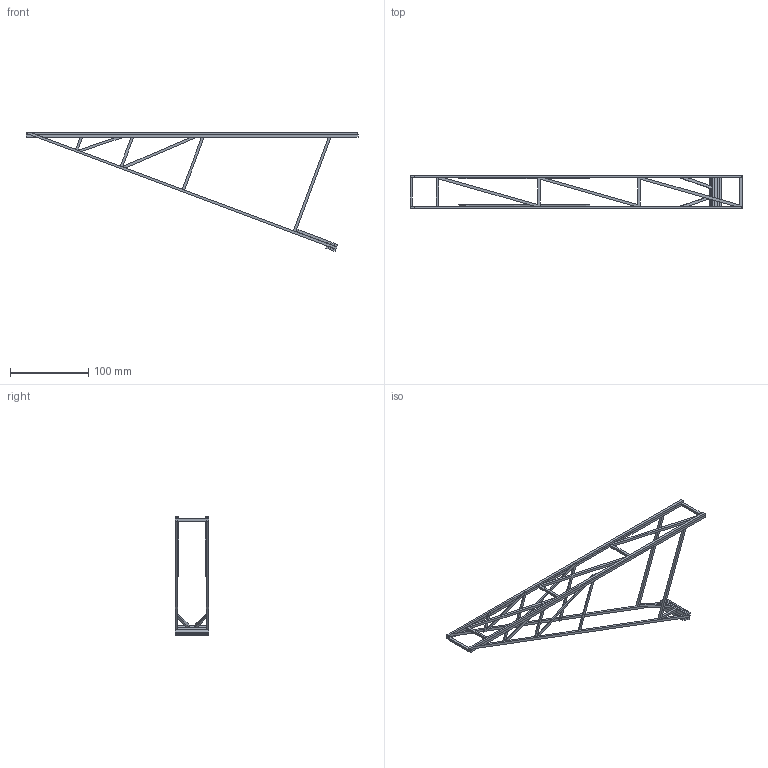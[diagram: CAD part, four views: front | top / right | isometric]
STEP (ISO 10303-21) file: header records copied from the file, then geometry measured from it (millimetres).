
FILE_DESCRIPTION (( 'STEP AP214' ), '1' );
FILE_NAME ('boomAssembly3_2.STEP', '2019-02-01T23:22:41', ( '' ), ( '' ), 'SwSTEP 2.0', 'SolidWorks 2018', '' );
FILE_SCHEMA (( 'AUTOMOTIVE_DESIGN' ));
Length unit declared in the file: millimetre
Products named in the file (10): Part9^boomAssembly3_2; Part3^boomAssembly3_2; Part5^boomAssembly3_2; jHookMount; cross brace compressionnew; Part1^boomAssembly3_2; Part2^boomAssembly3_2; tension members; Part4^boomAssembly3_2; boomAssembly3_2
Assembly tree (22 placements, depth 2):
  Part1^boomAssembly3_2
  boomAssembly3_2
    cross brace compressionnew
    tension members  x2
    jHookMount  x8
    Part2^boomAssembly3_2  x2
    Part4^boomAssembly3_2  x2
    Part5^boomAssembly3_2  x4
    Part9^boomAssembly3_2
    Part3^boomAssembly3_2  x2
Bounding box: 423.18 x 42.7 x 151.68 mm (x, y, z)
Volume: 42735.7 mm3; surface area: 56468.4 mm2
Topology: 28 solids, 28 shells, 216 faces, 480 edges, 320 vertices
Faces by surface type: plane 216
Entity records: 3734 total; most frequent: CARTESIAN_POINT 579, DIRECTION 542, ORIENTED_EDGE 528, EDGE_CURVE 264, LINE 264, VECTOR 264, VERTEX_POINT 176, AXIS2_PLACEMENT_3D 139
